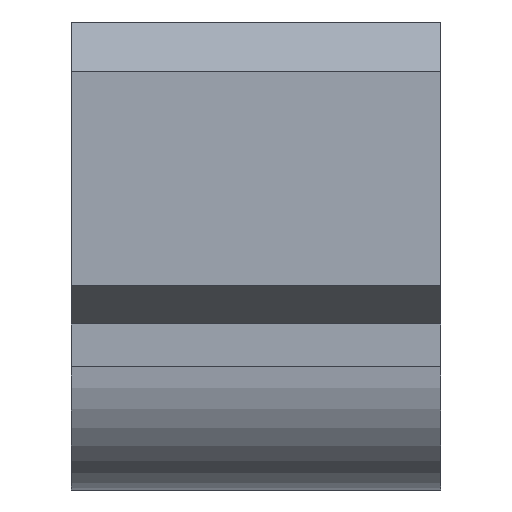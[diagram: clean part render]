
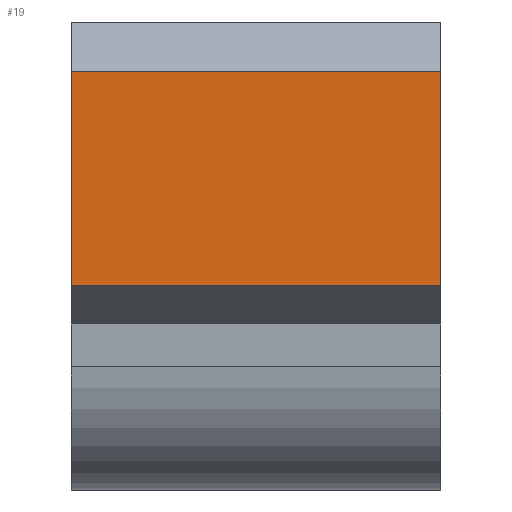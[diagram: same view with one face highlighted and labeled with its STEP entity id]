
A CAD part, left-side view. The second image highlights one B-rep face of the part: STEP entity #19.
In plain terms, the highlighted planar face has unit normal (-1, 0, 0).
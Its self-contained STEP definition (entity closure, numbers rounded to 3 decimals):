
#19 = ADVANCED_FACE ( 'NONE', ( #575 ), #698, .T. ) ;
#31 = CARTESIAN_POINT ( 'NONE',  ( -14.166, 15., -1.371 ) ) ;
#39 = LINE ( 'NONE', #80, #879 ) ;
#47 = DIRECTION ( 'NONE',  ( -1., 0., 0. ) ) ;
#54 = VERTEX_POINT ( 'NONE', #485 ) ;
#80 = CARTESIAN_POINT ( 'NONE',  ( -14.166, 0., 0. ) ) ;
#163 = EDGE_LOOP ( 'NONE', ( #584, #747, #706, #764 ) ) ;
#179 = VECTOR ( 'NONE', #211, 1000. ) ;
#192 = EDGE_CURVE ( 'NONE', #711, #629, #823, .T. ) ;
#211 = DIRECTION ( 'NONE',  ( 0., 0., -1. ) ) ;
#231 = VECTOR ( 'NONE', #521, 1000. ) ;
#264 = DIRECTION ( 'NONE',  ( 0., 0., 1. ) ) ;
#317 = EDGE_CURVE ( 'NONE', #54, #887, #39, .T. ) ;
#324 = CARTESIAN_POINT ( 'NONE',  ( -14.166, 15., -10.071 ) ) ;
#392 = LINE ( 'NONE', #733, #849 ) ;
#402 = CARTESIAN_POINT ( 'NONE',  ( -14.166, 15., 0. ) ) ;
#474 = AXIS2_PLACEMENT_3D ( 'NONE', #402, #47, #264 ) ;
#485 = CARTESIAN_POINT ( 'NONE',  ( -14.166, 0., -1.371 ) ) ;
#501 = DIRECTION ( 'NONE',  ( 0., 0., -1. ) ) ;
#521 = DIRECTION ( 'NONE',  ( 0., 1., 0. ) ) ;
#544 = EDGE_CURVE ( 'NONE', #54, #711, #592, .T. ) ;
#559 = CARTESIAN_POINT ( 'NONE',  ( -14.166, 15., -1.371 ) ) ;
#575 = FACE_OUTER_BOUND ( 'NONE', #163, .T. ) ;
#581 = CARTESIAN_POINT ( 'NONE',  ( -14.166, 0., -10.071 ) ) ;
#584 = ORIENTED_EDGE ( 'NONE', *, *, #317, .F. ) ;
#592 = LINE ( 'NONE', #31, #231 ) ;
#629 = VERTEX_POINT ( 'NONE', #324 ) ;
#698 = PLANE ( 'NONE',  #474 ) ;
#705 = CARTESIAN_POINT ( 'NONE',  ( -14.166, 15., 0. ) ) ;
#706 = ORIENTED_EDGE ( 'NONE', *, *, #192, .T. ) ;
#711 = VERTEX_POINT ( 'NONE', #559 ) ;
#733 = CARTESIAN_POINT ( 'NONE',  ( -14.166, 15., -10.071 ) ) ;
#747 = ORIENTED_EDGE ( 'NONE', *, *, #544, .T. ) ;
#764 = ORIENTED_EDGE ( 'NONE', *, *, #783, .T. ) ;
#783 = EDGE_CURVE ( 'NONE', #629, #887, #392, .T. ) ;
#819 = DIRECTION ( 'NONE',  ( 0., -1., 0. ) ) ;
#823 = LINE ( 'NONE', #705, #179 ) ;
#849 = VECTOR ( 'NONE', #819, 1000. ) ;
#879 = VECTOR ( 'NONE', #501, 1000. ) ;
#887 = VERTEX_POINT ( 'NONE', #581 ) ;
